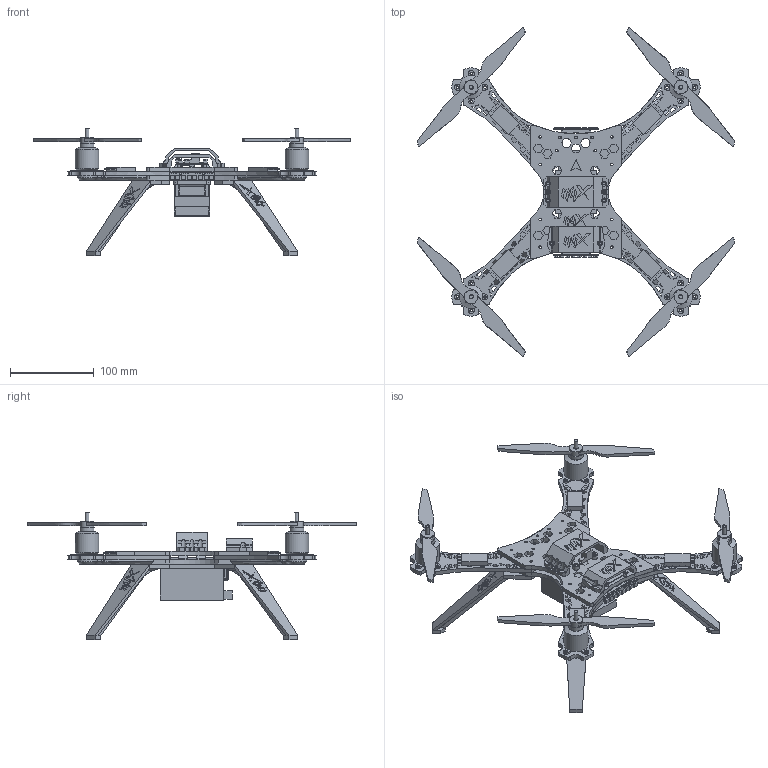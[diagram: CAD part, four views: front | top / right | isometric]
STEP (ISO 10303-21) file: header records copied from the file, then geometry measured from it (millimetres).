
FILE_DESCRIPTION(/* description */ (''),/* implementation_level */ '2;1');
FILE_NAME(/* name */ 'Nyx Assembly v2.step',/* time_stamp */ '2022-01-19T17:32:31+02:00',/* author */ (''),/* organization */ (''),/* preprocessor_version */ 'ST-DEVELOPER v18.1',/* originating_system */ 'Autodesk Translation Framework v10.10.0.1391',/* authorisation */ '');
FILE_SCHEMA (('AUTOMOTIVE_DESIGN { 1 0 10303 214 3 1 1 }'));
Products named in the file (34): Nyx Assembly; Body Bottom Assembly; Body Bottom; PDB; Leg FL-BR; Leg FR-BL; Battery - Holder Assembly; Battery Holder; Battery Tattu R-Line 95C 1550MAh; Lightbar - Mount Assembly; Lightbar - Mount Assembly_1; Lightbar Mount FB; Lightbar x8 WS2812; Body Middle Assembly; Body Middle; Spacer Flex M3; FC Omnibus F4 SD; Spacer M2; COM FlySky - X6B; Handle Horizontal; Arm - Motor - Prop CW Assembly; Motor - Prop CW Assembly; Arm - Motor - Prop CW Assembly_1; Arm; Motor - Prop CW Assembly_1; Prop 200mm CW; Arm - Motor - Prop CCW Assembly; Motor - Prop CCW Assembly; Arm - Motor - Prop CCW Assembly_1; Arm v15(Mirror); Motor - Prop CCW Assembly_1; Motor Propdrive V2 2826 1100KV; Prop 200mm CCW; ESC LittleBee - Spring 30A
Assembly tree (51 placements, depth 4):
  Nyx Assembly
    Body Bottom Assembly
      Body Bottom
      PDB
      Leg FL-BR  x2
      Leg FR-BL  x2
      Battery - Holder Assembly
        Battery Holder
        Battery Tattu R-Line 95C 1550MAh
      Lightbar - Mount Assembly
        Lightbar Mount FB
        Lightbar x8 WS2812
      Lightbar - Mount Assembly_1
        Lightbar Mount FB
        Lightbar x8 WS2812
    Body Middle Assembly
      Body Middle
      Spacer Flex M3  x4
      FC Omnibus F4 SD
      Spacer M2  x2
      COM FlySky - X6B
      Handle Horizontal
    Arm - Motor - Prop CW Assembly
      Arm
      Motor - Prop CW Assembly
        Motor Propdrive V2 2826 1100KV
        Prop 200mm CW
      ESC LittleBee - Spring 30A
    Arm - Motor - Prop CW Assembly_1
      Arm
      Motor - Prop CW Assembly_1
        Motor Propdrive V2 2826 1100KV
        Prop 200mm CW
      ESC LittleBee - Spring 30A
    Arm - Motor - Prop CCW Assembly
      Arm v15(Mirror)
      Motor - Prop CCW Assembly
        Motor Propdrive V2 2826 1100KV
        Prop 200mm CCW
      ESC LittleBee - Spring 30A
    Arm - Motor - Prop CCW Assembly_1
      Arm v15(Mirror)
      Motor - Prop CCW Assembly_1
        Motor Propdrive V2 2826 1100KV
        Prop 200mm CCW
      ESC LittleBee - Spring 30A
Bounding box: 378.76 x 391.63 x 151.5 mm (x, y, z)
Volume: 634241.1 mm3; surface area: 291581.7 mm2
Topology: 39 solids, 39 shells, 2767 faces, 7795 edges, 5143 vertices
Faces by surface type: plane 2184, cylinder 350, bspline 197, cone 36
Full cylindrical faces by diameter (mm): 2 x6, 2.8 x4, 3 x119, 3.2 x8, 4 x2, 4.75 x4, 5 x4, 6 x12, 7.2 x4, 9.75 x4, 12 x4, 16.2 x4, 16.8 x4, 28 x4
Entity records: 62204 total; most frequent: CARTESIAN_POINT 15093, ORIENTED_EDGE 9984, DIRECTION 8517, EDGE_CURVE 4992, LINE 4047, VECTOR 4047, VERTEX_POINT 3300, EDGE_LOOP 2278
